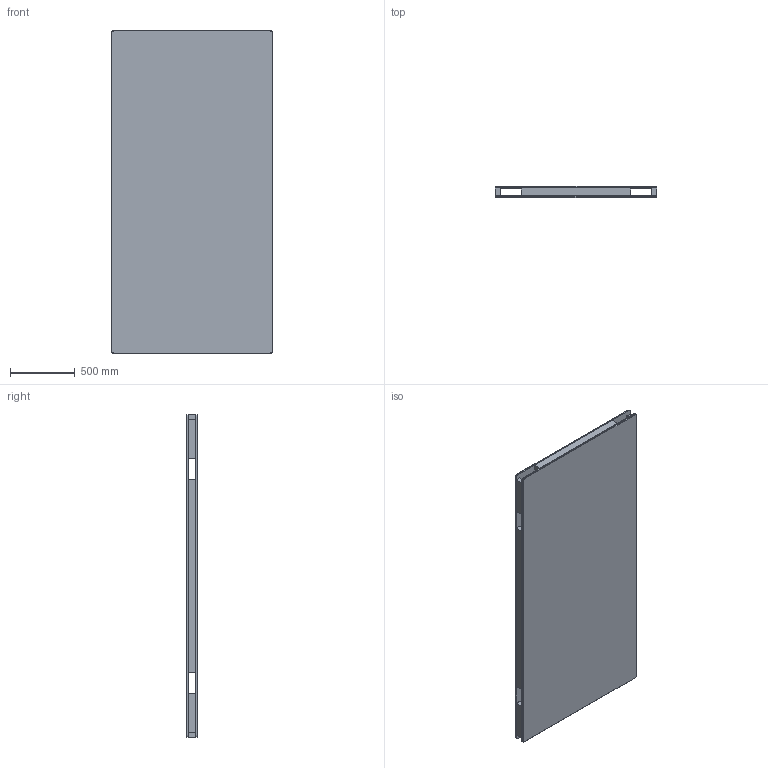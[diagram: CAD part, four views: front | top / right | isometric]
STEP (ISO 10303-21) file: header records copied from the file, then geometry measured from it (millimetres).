
FILE_DESCRIPTION(/* description */ (''),/* implementation_level */ '2;1');
FILE_NAME(/* name */ 'Structural Panel 84 Anja B v4.step',/* time_stamp */ '2016-05-05T01:10:41+02:00',/* author */ (''),/* organization */ (''),/* preprocessor_version */ 'ST-DEVELOPER v16.2',/* originating_system */ 'Autodesk Translation Framework v4.3.0.3010',/* authorisation */ '');
FILE_SCHEMA (('AUTOMOTIVE_DESIGN { 1 0 10303 214 3 1 1 }'));
Length unit declared in the file: centimetre
Products named in the file (5): Structural Panel 84 Anja B v4; OSB 12x1250x2500; KVH 850; KVH 300; KVH 1500
Assembly tree (11 placements, depth 2):
  Structural Panel 84 Anja B v4
    OSB 12x1250x2500  x2
    KVH 1500  x3
    KVH 850  x2
    KVH 300  x4
Bounding box: 1250 x 84.03 x 2500 mm (x, y, z)
Volume: 92681446.2 mm3; surface area: 14170978.3 mm2
Topology: 11 solids, 11 shells, 170 faces, 332 edges, 184 vertices
Faces by surface type: plane 154, cone 8, cylinder 8
Entity records: 1565 total; most frequent: DIRECTION 268, CARTESIAN_POINT 248, ORIENTED_EDGE 224, EDGE_CURVE 112, LINE 100, VECTOR 100, AXIS2_PLACEMENT_3D 84, VERTEX_POINT 64
